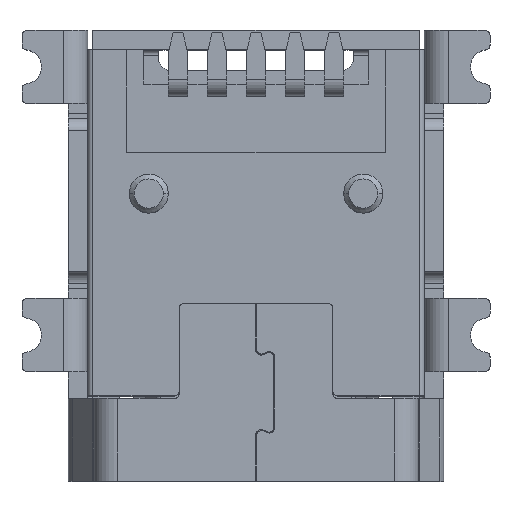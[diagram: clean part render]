
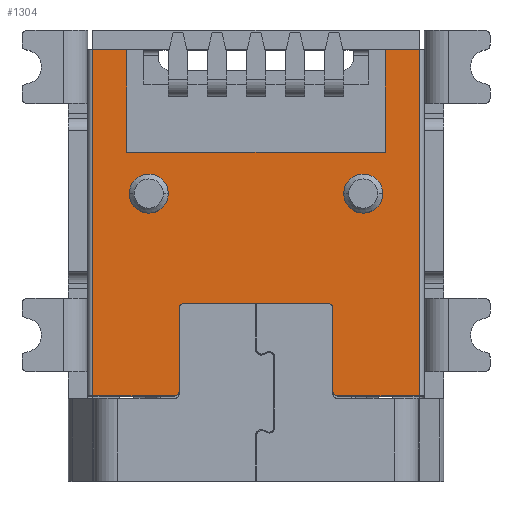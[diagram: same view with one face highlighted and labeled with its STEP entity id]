
A CAD part, top view. The second image highlights one B-rep face of the part: STEP entity #1304.
In plain terms, the highlighted planar face has unit normal (0, 0, 1).
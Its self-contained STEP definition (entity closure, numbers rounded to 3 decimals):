
#1304=ADVANCED_FACE('',(#2903,#2904,#2905),#2906,.F.);
#2903=FACE_OUTER_BOUND('',#5160,.T.);
#2904=FACE_BOUND('',#5161,.T.);
#2905=FACE_BOUND('',#5162,.T.);
#2906=PLANE('',#5163);
#5160=EDGE_LOOP('',(#9219,#9220,#9221,#9222,#9223,#9224,#9225,#9226,#9227,#9228,#9229,#9230,#9231,#9232,#9233,#9234));
#5161=EDGE_LOOP('',(#9235,#9236,#9237));
#5162=EDGE_LOOP('',(#9238,#9239));
#5163=AXIS2_PLACEMENT_3D('',#9240,#9241,#9242);
#9219=ORIENTED_EDGE('',*,*,#13200,.T.);
#9220=ORIENTED_EDGE('',*,*,#13010,.T.);
#9221=ORIENTED_EDGE('',*,*,#13064,.T.);
#9222=ORIENTED_EDGE('',*,*,#13175,.F.);
#9223=ORIENTED_EDGE('',*,*,#13178,.F.);
#9224=ORIENTED_EDGE('',*,*,#13181,.F.);
#9225=ORIENTED_EDGE('',*,*,#13324,.T.);
#9226=ORIENTED_EDGE('',*,*,#13325,.T.);
#9227=ORIENTED_EDGE('',*,*,#13326,.T.);
#9228=ORIENTED_EDGE('',*,*,#13327,.T.);
#9229=ORIENTED_EDGE('',*,*,#13194,.F.);
#9230=ORIENTED_EDGE('',*,*,#13328,.T.);
#9231=ORIENTED_EDGE('',*,*,#13186,.F.);
#9232=ORIENTED_EDGE('',*,*,#13329,.T.);
#9233=ORIENTED_EDGE('',*,*,#13189,.F.);
#9234=ORIENTED_EDGE('',*,*,#13330,.T.);
#9235=ORIENTED_EDGE('',*,*,#13331,.T.);
#9236=ORIENTED_EDGE('',*,*,#12993,.T.);
#9237=ORIENTED_EDGE('',*,*,#13332,.T.);
#9238=ORIENTED_EDGE('',*,*,#12998,.F.);
#9239=ORIENTED_EDGE('',*,*,#13333,.F.);
#9240=CARTESIAN_POINT('',(3.45,1.275,2.0));
#9241=DIRECTION('',(0.,0.0,-1.0));
#9242=DIRECTION('',(-1.0,0.0,0.));
#12993=EDGE_CURVE('',#15854,#15852,#15855,.T.);
#12998=EDGE_CURVE('',#15859,#15861,#15862,.F.);
#13010=EDGE_CURVE('',#15876,#15880,#15882,.T.);
#13064=EDGE_CURVE('',#15880,#15979,#15981,.T.);
#13175=EDGE_CURVE('',#16170,#15979,#16171,.T.);
#13178=EDGE_CURVE('',#16174,#16170,#16175,.T.);
#13181=EDGE_CURVE('',#16178,#16174,#16179,.T.);
#13186=EDGE_CURVE('',#16185,#16187,#16188,.T.);
#13189=EDGE_CURVE('',#16191,#16192,#16193,.T.);
#13194=EDGE_CURVE('',#16200,#16201,#16202,.T.);
#13200=EDGE_CURVE('',#16211,#15876,#16212,.T.);
#13324=EDGE_CURVE('',#16178,#16413,#16414,.T.);
#13325=EDGE_CURVE('',#16413,#16415,#16416,.F.);
#13326=EDGE_CURVE('',#16415,#16417,#16418,.T.);
#13327=EDGE_CURVE('',#16417,#16201,#16419,.F.);
#13328=EDGE_CURVE('',#16200,#16187,#16420,.T.);
#13329=EDGE_CURVE('',#16185,#16192,#16421,.T.);
#13330=EDGE_CURVE('',#16191,#16211,#16422,.F.);
#13331=EDGE_CURVE('',#16423,#15854,#16424,.T.);
#13332=EDGE_CURVE('',#15852,#16423,#16425,.T.);
#13333=EDGE_CURVE('',#15861,#15859,#16426,.F.);
#15852=VERTEX_POINT('',#20253);
#15854=VERTEX_POINT('',#20256);
#15855=CIRCLE('',#20257,0.4);
#15859=VERTEX_POINT('',#20262);
#15861=VERTEX_POINT('',#20265);
#15862=CIRCLE('',#20266,0.4);
#15876=VERTEX_POINT('',#20283);
#15880=VERTEX_POINT('',#20288);
#15882=LINE('',#20290,#20291);
#15979=VERTEX_POINT('',#20432);
#15981=LINE('',#20435,#20436);
#16170=VERTEX_POINT('',#20718);
#16171=LINE('',#20719,#20720);
#16174=VERTEX_POINT('',#20724);
#16175=LINE('',#20725,#20726);
#16178=VERTEX_POINT('',#20730);
#16179=LINE('',#20731,#20732);
#16185=VERTEX_POINT('',#20740);
#16187=VERTEX_POINT('',#20743);
#16188=LINE('',#20744,#20745);
#16191=VERTEX_POINT('',#20749);
#16192=VERTEX_POINT('',#20750);
#16193=LINE('',#20751,#20752);
#16200=VERTEX_POINT('',#20762);
#16201=VERTEX_POINT('',#20763);
#16202=LINE('',#20764,#20765);
#16211=VERTEX_POINT('',#20778);
#16212=LINE('',#20779,#20780);
#16413=VERTEX_POINT('',#21073);
#16414=LINE('',#21074,#21075);
#16415=VERTEX_POINT('',#21076);
#16416=LINE('',#21077,#21078);
#16417=VERTEX_POINT('',#21079);
#16418=LINE('',#21080,#21081);
#16419=CIRCLE('',#21082,0.1);
#16420=CIRCLE('',#21083,0.1);
#16421=CIRCLE('',#21084,0.1);
#16422=CIRCLE('',#21085,0.1);
#16423=VERTEX_POINT('',#21086);
#16424=CIRCLE('',#21087,0.4);
#16425=CIRCLE('',#21088,0.4);
#16426=CIRCLE('',#21089,0.4);
#20253=CARTESIAN_POINT('',(-2.6,1.275,2.0));
#20256=CARTESIAN_POINT('',(-1.8,1.275,2.0));
#20257=AXIS2_PLACEMENT_3D('',#24039,#24040,#24041);
#20262=CARTESIAN_POINT('',(1.8,1.275,2.0));
#20265=CARTESIAN_POINT('',(2.6,1.275,2.0));
#20266=AXIS2_PLACEMENT_3D('',#24047,#24048,#24049);
#20283=CARTESIAN_POINT('',(3.35,-2.875,2.0));
#20288=CARTESIAN_POINT('',(3.35,4.225,2.0));
#20290=CARTESIAN_POINT('',(3.35,1.275,2.0));
#20291=VECTOR('',#24069,1000.0);
#20432=CARTESIAN_POINT('',(2.65,4.225,2.0));
#20435=CARTESIAN_POINT('',(3.45,4.225,2.0));
#20436=VECTOR('',#24121,1000.0);
#20718=CARTESIAN_POINT('',(2.65,2.125,2.0));
#20719=CARTESIAN_POINT('',(2.65,2.125,2.0));
#20720=VECTOR('',#24224,1000.0);
#20724=CARTESIAN_POINT('',(-2.65,2.125,2.0));
#20725=CARTESIAN_POINT('',(-2.65,2.125,2.0));
#20726=VECTOR('',#24226,1000.0);
#20730=CARTESIAN_POINT('',(-2.65,4.225,2.0));
#20731=CARTESIAN_POINT('',(-2.65,4.225,2.0));
#20732=VECTOR('',#24228,1000.0);
#20740=CARTESIAN_POINT('',(1.475,-0.975,2.0));
#20743=CARTESIAN_POINT('',(-1.475,-0.975,2.0));
#20744=CARTESIAN_POINT('',(1.575,-0.975,2.0));
#20745=VECTOR('',#24232,1000.0);
#20749=CARTESIAN_POINT('',(1.575,-2.775,2.0));
#20750=CARTESIAN_POINT('',(1.575,-1.075,2.0));
#20751=CARTESIAN_POINT('',(1.575,-2.875,2.0));
#20752=VECTOR('',#24234,1000.0);
#20762=CARTESIAN_POINT('',(-1.575,-1.075,2.0));
#20763=CARTESIAN_POINT('',(-1.575,-2.775,2.0));
#20764=CARTESIAN_POINT('',(-1.575,-0.975,2.0));
#20765=VECTOR('',#24238,1000.0);
#20778=CARTESIAN_POINT('',(1.675,-2.875,2.0));
#20779=CARTESIAN_POINT('',(-3.45,-2.875,2.0));
#20780=VECTOR('',#24243,1000.0);
#21073=CARTESIAN_POINT('',(-3.35,4.225,2.0));
#21074=CARTESIAN_POINT('',(3.45,4.225,2.0));
#21075=VECTOR('',#24381,1000.0);
#21076=CARTESIAN_POINT('',(-3.35,-2.875,2.0));
#21077=CARTESIAN_POINT('',(-3.35,1.275,2.0));
#21078=VECTOR('',#24382,1000.0);
#21079=CARTESIAN_POINT('',(-1.675,-2.875,2.0));
#21080=CARTESIAN_POINT('',(-3.45,-2.875,2.0));
#21081=VECTOR('',#24383,1000.0);
#21082=AXIS2_PLACEMENT_3D('',#24384,#24385,#24386);
#21083=AXIS2_PLACEMENT_3D('',#24387,#24388,#24389);
#21084=AXIS2_PLACEMENT_3D('',#24390,#24391,#24392);
#21085=AXIS2_PLACEMENT_3D('',#24393,#24394,#24395);
#21086=CARTESIAN_POINT('',(-2.2,1.675,2.0));
#21087=AXIS2_PLACEMENT_3D('',#24396,#24397,#24398);
#21088=AXIS2_PLACEMENT_3D('',#24399,#24400,#24401);
#21089=AXIS2_PLACEMENT_3D('',#24402,#24403,#24404);
#24039=CARTESIAN_POINT('',(-2.2,1.275,2.0));
#24040=DIRECTION('',(0.,0.0,-1.0));
#24041=DIRECTION('',(0.0,1.0,0.0));
#24047=CARTESIAN_POINT('',(2.2,1.275,2.0));
#24048=DIRECTION('',(0.,0.0,-1.0));
#24049=DIRECTION('',(-1.0,0.0,0.));
#24069=DIRECTION('',(0.0,1.0,0.0));
#24121=DIRECTION('',(-1.0,0.0,0.));
#24224=DIRECTION('',(0.0,1.0,0.0));
#24226=DIRECTION('',(1.0,0.0,0.));
#24228=DIRECTION('',(0.0,-1.0,0.0));
#24232=DIRECTION('',(-1.0,0.0,0.));
#24234=DIRECTION('',(0.0,1.0,0.0));
#24238=DIRECTION('',(0.0,-1.0,0.0));
#24243=DIRECTION('',(1.0,0.0,0.0));
#24381=DIRECTION('',(-1.0,0.0,0.));
#24382=DIRECTION('',(0.0,1.0,0.0));
#24383=DIRECTION('',(1.0,0.0,0.0));
#24384=CARTESIAN_POINT('',(-1.675,-2.775,2.0));
#24385=DIRECTION('',(0.,0.0,-1.0));
#24386=DIRECTION('',(-1.0,0.0,0.));
#24387=CARTESIAN_POINT('',(-1.475,-1.075,2.0));
#24388=DIRECTION('',(0.,0.0,-1.0));
#24389=DIRECTION('',(-1.0,0.0,0.));
#24390=CARTESIAN_POINT('',(1.475,-1.075,2.0));
#24391=DIRECTION('',(0.,0.0,-1.0));
#24392=DIRECTION('',(-1.0,0.0,0.));
#24393=CARTESIAN_POINT('',(1.675,-2.775,2.0));
#24394=DIRECTION('',(0.,0.0,-1.0));
#24395=DIRECTION('',(-1.0,0.0,0.));
#24396=CARTESIAN_POINT('',(-2.2,1.275,2.0));
#24397=DIRECTION('',(0.,0.0,-1.0));
#24398=DIRECTION('',(0.0,1.0,0.0));
#24399=CARTESIAN_POINT('',(-2.2,1.275,2.0));
#24400=DIRECTION('',(0.,0.0,-1.0));
#24401=DIRECTION('',(0.0,1.0,0.0));
#24402=CARTESIAN_POINT('',(2.2,1.275,2.0));
#24403=DIRECTION('',(0.,0.0,-1.0));
#24404=DIRECTION('',(-1.0,0.0,0.));
